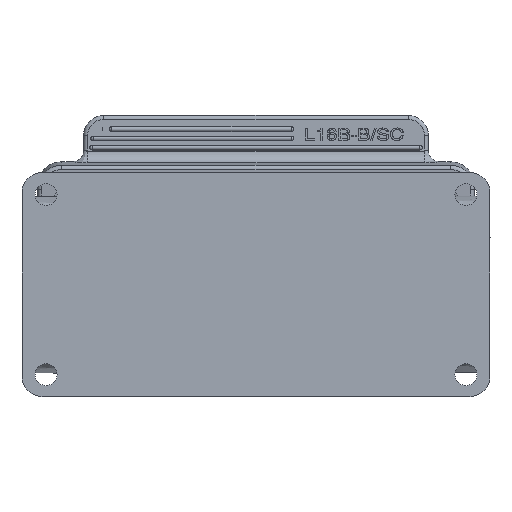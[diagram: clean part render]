
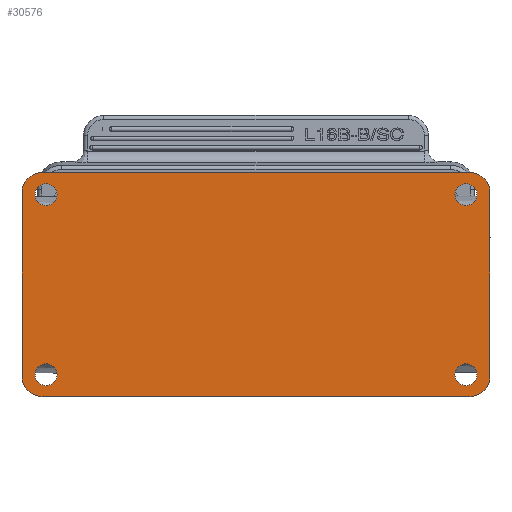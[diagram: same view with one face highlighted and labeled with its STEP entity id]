
A CAD part, front view. The second image highlights one B-rep face of the part: STEP entity #30576.
In plain terms, the highlighted planar face has unit normal (0, -1, 0).
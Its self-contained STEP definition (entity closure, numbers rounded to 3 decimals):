
#7367=DIRECTION('',(0.,0.,-1.));
#7368=VECTOR('',#7367,46.);
#7369=CARTESIAN_POINT('',(118.,0.,-5.));
#7370=LINE('',#7369,#7368);
#7371=CARTESIAN_POINT('',(113.,0.,-51.));
#7372=DIRECTION('',(0.,1.,0.));
#7373=DIRECTION('',(1.,0.,0.));
#7374=AXIS2_PLACEMENT_3D('',#7371,#7372,#7373);
#7376=CARTESIAN_POINT('',(6.,0.,-51.));
#7377=DIRECTION('',(0.,1.,0.));
#7378=DIRECTION('',(0.,0.,-1.));
#7379=AXIS2_PLACEMENT_3D('',#7376,#7377,#7378);
#7381=DIRECTION('',(0.,0.,1.));
#7382=VECTOR('',#7381,46.);
#7383=CARTESIAN_POINT('',(1.,0.,-51.));
#7384=LINE('',#7383,#7382);
#7385=CARTESIAN_POINT('',(6.,0.,-5.));
#7386=DIRECTION('',(0.,1.,0.));
#7387=DIRECTION('',(-1.,0.,0.));
#7388=AXIS2_PLACEMENT_3D('',#7385,#7386,#7387);
#7390=DIRECTION('',(1.,0.,0.));
#7391=VECTOR('',#7390,107.);
#7392=CARTESIAN_POINT('',(6.,0.,0.));
#7393=LINE('',#7392,#7391);
#7394=CARTESIAN_POINT('',(113.,0.,-5.));
#7395=DIRECTION('',(0.,1.,0.));
#7396=DIRECTION('',(0.,0.,1.));
#7397=AXIS2_PLACEMENT_3D('',#7394,#7395,#7396);
#7399=CARTESIAN_POINT('',(7.,0.,-5.5));
#7400=DIRECTION('',(0.,-1.,0.));
#7401=DIRECTION('',(0.,0.,1.));
#7402=AXIS2_PLACEMENT_3D('',#7399,#7400,#7401);
#7404=CARTESIAN_POINT('',(7.,0.,-5.5));
#7405=DIRECTION('',(0.,-1.,0.));
#7406=DIRECTION('',(0.,0.,-1.));
#7407=AXIS2_PLACEMENT_3D('',#7404,#7405,#7406);
#7409=CARTESIAN_POINT('',(7.,0.,-50.5));
#7410=DIRECTION('',(0.,-1.,0.));
#7411=DIRECTION('',(0.,0.,1.));
#7412=AXIS2_PLACEMENT_3D('',#7409,#7410,#7411);
#7414=CARTESIAN_POINT('',(7.,0.,-50.5));
#7415=DIRECTION('',(0.,-1.,0.));
#7416=DIRECTION('',(0.,0.,-1.));
#7417=AXIS2_PLACEMENT_3D('',#7414,#7415,#7416);
#7419=CARTESIAN_POINT('',(112.,0.,-50.5));
#7420=DIRECTION('',(0.,-1.,0.));
#7421=DIRECTION('',(0.,0.,1.));
#7422=AXIS2_PLACEMENT_3D('',#7419,#7420,#7421);
#7424=CARTESIAN_POINT('',(112.,0.,-50.5));
#7425=DIRECTION('',(0.,-1.,0.));
#7426=DIRECTION('',(0.,0.,-1.));
#7427=AXIS2_PLACEMENT_3D('',#7424,#7425,#7426);
#7429=CARTESIAN_POINT('',(112.,0.,-5.5));
#7430=DIRECTION('',(0.,-1.,0.));
#7431=DIRECTION('',(0.,0.,1.));
#7432=AXIS2_PLACEMENT_3D('',#7429,#7430,#7431);
#7434=CARTESIAN_POINT('',(112.,0.,-5.5));
#7435=DIRECTION('',(0.,-1.,0.));
#7436=DIRECTION('',(0.,0.,-1.));
#7437=AXIS2_PLACEMENT_3D('',#7434,#7435,#7436);
#7452=DIRECTION('',(1.,0.,0.));
#7453=VECTOR('',#7452,107.);
#7454=CARTESIAN_POINT('',(6.,0.,-56.));
#7455=LINE('',#7454,#7453);
#13063=CARTESIAN_POINT('',(113.,0.,0.));
#13065=VERTEX_POINT('',#13063);
#13067=CARTESIAN_POINT('',(118.,0.,-5.));
#13069=VERTEX_POINT('',#13067);
#13507=CARTESIAN_POINT('',(112.,0.,-2.75));
#13508=VERTEX_POINT('',#13507);
#13509=CARTESIAN_POINT('',(118.,0.,-51.));
#13510=VERTEX_POINT('',#13509);
#13511=CARTESIAN_POINT('',(113.,0.,-56.));
#13512=VERTEX_POINT('',#13511);
#13513=CARTESIAN_POINT('',(6.,0.,-56.));
#13514=VERTEX_POINT('',#13513);
#13515=CARTESIAN_POINT('',(1.,0.,-51.));
#13516=VERTEX_POINT('',#13515);
#13517=CARTESIAN_POINT('',(1.,0.,-5.));
#13518=VERTEX_POINT('',#13517);
#13519=CARTESIAN_POINT('',(6.,0.,0.));
#13520=VERTEX_POINT('',#13519);
#13521=CARTESIAN_POINT('',(7.,0.,-2.75));
#13522=CARTESIAN_POINT('',(7.,0.,-8.25));
#13523=VERTEX_POINT('',#13521);
#13524=VERTEX_POINT('',#13522);
#13525=CARTESIAN_POINT('',(7.,0.,-47.75));
#13526=CARTESIAN_POINT('',(7.,0.,-53.25));
#13527=VERTEX_POINT('',#13525);
#13528=VERTEX_POINT('',#13526);
#13529=CARTESIAN_POINT('',(112.,0.,-47.75));
#13530=CARTESIAN_POINT('',(112.,0.,-53.25));
#13531=VERTEX_POINT('',#13529);
#13532=VERTEX_POINT('',#13530);
#13533=CARTESIAN_POINT('',(112.,0.,-8.25));
#13534=VERTEX_POINT('',#13533);
#30534=CARTESIAN_POINT('',(59.5,0.,-28.));
#30535=DIRECTION('',(0.,1.,0.));
#30536=DIRECTION('',(0.,0.,1.));
#30537=AXIS2_PLACEMENT_3D('',#30534,#30535,#30536);
#30538=PLANE('',#30537);
#30539=ORIENTED_EDGE('',*,*,#26343,.T.);
#30541=ORIENTED_EDGE('',*,*,#30540,.T.);
#30543=ORIENTED_EDGE('',*,*,#30542,.F.);
#30545=ORIENTED_EDGE('',*,*,#30544,.T.);
#30546=ORIENTED_EDGE('',*,*,#26833,.T.);
#30548=ORIENTED_EDGE('',*,*,#30547,.T.);
#30549=ORIENTED_EDGE('',*,*,#26376,.T.);
#30550=ORIENTED_EDGE('',*,*,#26363,.T.);
#30551=EDGE_LOOP('',(#30539,#30541,#30543,#30545,#30546,#30548,#30549,#30550));
#30552=FACE_OUTER_BOUND('',#30551,.F.);
#30554=ORIENTED_EDGE('',*,*,#30553,.T.);
#30556=ORIENTED_EDGE('',*,*,#30555,.T.);
#30557=EDGE_LOOP('',(#30554,#30556));
#30558=FACE_BOUND('',#30557,.F.);
#30560=ORIENTED_EDGE('',*,*,#30559,.T.);
#30562=ORIENTED_EDGE('',*,*,#30561,.T.);
#30563=EDGE_LOOP('',(#30560,#30562));
#30564=FACE_BOUND('',#30563,.F.);
#30566=ORIENTED_EDGE('',*,*,#30565,.T.);
#30568=ORIENTED_EDGE('',*,*,#30567,.T.);
#30569=EDGE_LOOP('',(#30566,#30568));
#30570=FACE_BOUND('',#30569,.F.);
#30571=ORIENTED_EDGE('',*,*,#30524,.T.);
#30573=ORIENTED_EDGE('',*,*,#30572,.T.);
#30574=EDGE_LOOP('',(#30571,#30573));
#30575=FACE_BOUND('',#30574,.F.);
#7375=CIRCLE('',#7374,5.);
#7380=CIRCLE('',#7379,5.);
#7389=CIRCLE('',#7388,5.);
#7398=CIRCLE('',#7397,5.);
#7403=CIRCLE('',#7402,2.75);
#7408=CIRCLE('',#7407,2.75);
#7413=CIRCLE('',#7412,2.75);
#7418=CIRCLE('',#7417,2.75);
#7423=CIRCLE('',#7422,2.75);
#7428=CIRCLE('',#7427,2.75);
#7433=CIRCLE('',#7432,2.75);
#7438=CIRCLE('',#7437,2.75);
#26343=EDGE_CURVE('',#13069,#13510,#7370,.T.);
#26363=EDGE_CURVE('',#13065,#13069,#7398,.T.);
#26376=EDGE_CURVE('',#13520,#13065,#7393,.T.);
#26833=EDGE_CURVE('',#13516,#13518,#7384,.T.);
#30524=EDGE_CURVE('',#13508,#13534,#7433,.T.);
#30540=EDGE_CURVE('',#13510,#13512,#7375,.T.);
#30542=EDGE_CURVE('',#13514,#13512,#7455,.T.);
#30544=EDGE_CURVE('',#13514,#13516,#7380,.T.);
#30547=EDGE_CURVE('',#13518,#13520,#7389,.T.);
#30553=EDGE_CURVE('',#13523,#13524,#7403,.T.);
#30555=EDGE_CURVE('',#13524,#13523,#7408,.T.);
#30559=EDGE_CURVE('',#13527,#13528,#7413,.T.);
#30561=EDGE_CURVE('',#13528,#13527,#7418,.T.);
#30565=EDGE_CURVE('',#13531,#13532,#7423,.T.);
#30567=EDGE_CURVE('',#13532,#13531,#7428,.T.);
#30572=EDGE_CURVE('',#13534,#13508,#7438,.T.);
#30576=ADVANCED_FACE('',(#30552,#30558,#30564,#30570,#30575),#30538,.F.);
